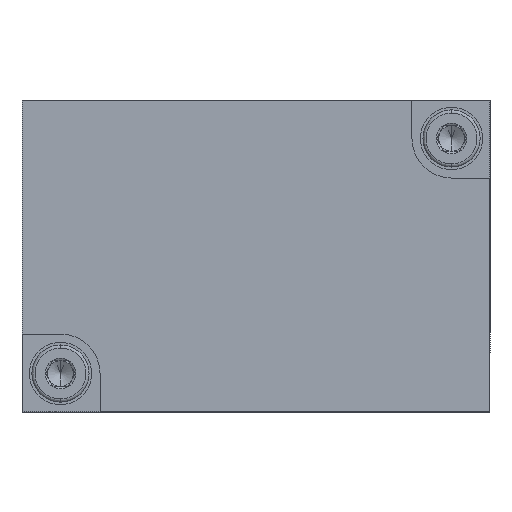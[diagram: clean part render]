
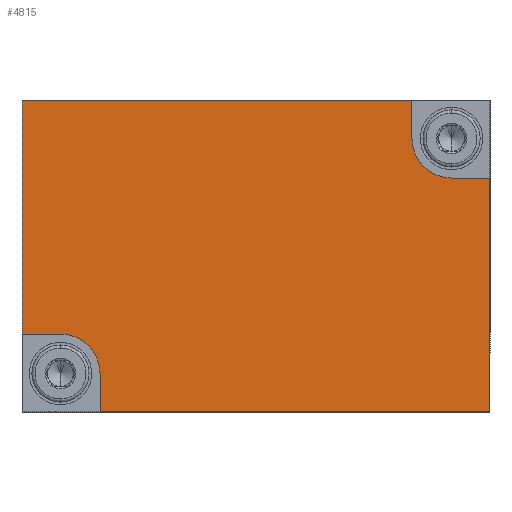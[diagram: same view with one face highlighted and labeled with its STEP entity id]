
A CAD part, front view. The second image highlights one B-rep face of the part: STEP entity #4815.
In plain terms, the highlighted planar face has unit normal (0, -1, 0).
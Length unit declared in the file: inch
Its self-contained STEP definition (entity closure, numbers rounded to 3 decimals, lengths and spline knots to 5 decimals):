
#43 = CARTESIAN_POINT ( 'NONE',  ( -0.88583, 0., 1.1811 ) ) ;
#58 = EDGE_CURVE ( 'NONE', #232, #5486, #4238, .T. ) ;
#66 = ORIENTED_EDGE ( 'NONE', *, *, #58, .T. ) ;
#232 = VERTEX_POINT ( 'NONE', #503 ) ;
#409 = ORIENTED_EDGE ( 'NONE', *, *, #7412, .F. ) ;
#415 = VECTOR ( 'NONE', #904, 39.37008 ) ;
#444 = LINE ( 'NONE', #3874, #2279 ) ;
#450 = VERTEX_POINT ( 'NONE', #6175 ) ;
#456 = CARTESIAN_POINT ( 'NONE',  ( 0.59055, 0., 1.03543 ) ) ;
#503 = CARTESIAN_POINT ( 'NONE',  ( 0.88583, 0., 0. ) ) ;
#725 = LINE ( 'NONE', #5780, #6285 ) ;
#862 = CARTESIAN_POINT ( 'NONE',  ( -0.88583, 0., 0.29528 ) ) ;
#904 = DIRECTION ( 'NONE',  ( 0., 0., 1. ) ) ;
#1001 = CARTESIAN_POINT ( 'NONE',  ( 0.88583, 0., 0.88583 ) ) ;
#1019 = VERTEX_POINT ( 'NONE', #3532 ) ;
#1082 = AXIS2_PLACEMENT_3D ( 'NONE', #1434, #4894, #5956 ) ;
#1206 = DIRECTION ( 'NONE',  ( -1., 0., 0. ) ) ;
#1218 = AXIS2_PLACEMENT_3D ( 'NONE', #5903, #2486, #4765 ) ;
#1375 = EDGE_LOOP ( 'NONE', ( #6184, #4752, #4012, #1517, #6197, #409, #4778, #6279, #66, #4635 ) ) ;
#1434 = CARTESIAN_POINT ( 'NONE',  ( 0.88583, 0., 0. ) ) ;
#1464 = CARTESIAN_POINT ( 'NONE',  ( 0.88583, 0., 0. ) ) ;
#1485 = CARTESIAN_POINT ( 'NONE',  ( 0.88583, 0., 1.1811 ) ) ;
#1517 = ORIENTED_EDGE ( 'NONE', *, *, #4439, .T. ) ;
#1599 = DIRECTION ( 'NONE',  ( 0., 0., 1. ) ) ;
#1890 = FACE_OUTER_BOUND ( 'NONE', #1375, .T. ) ;
#1931 = VECTOR ( 'NONE', #4196, 39.37008 ) ;
#1956 = LINE ( 'NONE', #1464, #6623 ) ;
#2041 = PLANE ( 'NONE',  #1082 ) ;
#2066 = VERTEX_POINT ( 'NONE', #6882 ) ;
#2134 = VERTEX_POINT ( 'NONE', #2940 ) ;
#2279 = VECTOR ( 'NONE', #6762, 39.37008 ) ;
#2470 = LINE ( 'NONE', #862, #4698 ) ;
#2486 = DIRECTION ( 'NONE',  ( 0., -1., 0. ) ) ;
#2604 = VERTEX_POINT ( 'NONE', #4677 ) ;
#2940 = CARTESIAN_POINT ( 'NONE',  ( -0.88583, 0., 1.1811 ) ) ;
#3014 = DIRECTION ( 'NONE',  ( 0., 0., -1. ) ) ;
#3189 = DIRECTION ( 'NONE',  ( -1., 0., 0. ) ) ;
#3223 = CARTESIAN_POINT ( 'NONE',  ( -0.88583, 0., 0.29528 ) ) ;
#3225 = CARTESIAN_POINT ( 'NONE',  ( -0.88583, 0., 0. ) ) ;
#3512 = EDGE_CURVE ( 'NONE', #2066, #1019, #444, .T. ) ;
#3532 = CARTESIAN_POINT ( 'NONE',  ( -0.59055, 0., 0.14567 ) ) ;
#3663 = DIRECTION ( 'NONE',  ( 1., 0., 0. ) ) ;
#3874 = CARTESIAN_POINT ( 'NONE',  ( -0.59055, 0., 0. ) ) ;
#4012 = ORIENTED_EDGE ( 'NONE', *, *, #6892, .T. ) ;
#4196 = DIRECTION ( 'NONE',  ( 0., 0., -1. ) ) ;
#4238 = LINE ( 'NONE', #1485, #415 ) ;
#4275 = EDGE_CURVE ( 'NONE', #2066, #232, #1956, .T. ) ;
#4293 = CARTESIAN_POINT ( 'NONE',  ( -0.74016, 0., 0.14567 ) ) ;
#4439 = EDGE_CURVE ( 'NONE', #2134, #6801, #7476, .T. ) ;
#4533 = CARTESIAN_POINT ( 'NONE',  ( -0.74016, 0., 0.29528 ) ) ;
#4572 = DIRECTION ( 'NONE',  ( 0., -1., 0. ) ) ;
#4635 = ORIENTED_EDGE ( 'NONE', *, *, #7458, .F. ) ;
#4677 = CARTESIAN_POINT ( 'NONE',  ( 0.59055, 0., 1.1811 ) ) ;
#4698 = VECTOR ( 'NONE', #3189, 39.37008 ) ;
#4709 = CIRCLE ( 'NONE', #1218, 0.14961 ) ;
#4752 = ORIENTED_EDGE ( 'NONE', *, *, #6205, .F. ) ;
#4765 = DIRECTION ( 'NONE',  ( 0., 0., 1. ) ) ;
#4778 = ORIENTED_EDGE ( 'NONE', *, *, #3512, .F. ) ;
#4815 = ADVANCED_FACE ( 'NONE', ( #1890 ), #2041, .F. ) ;
#4834 = EDGE_CURVE ( 'NONE', #6459, #6801, #2470, .T. ) ;
#4894 = DIRECTION ( 'NONE',  ( 0., 1., 0. ) ) ;
#5231 = LINE ( 'NONE', #43, #6896 ) ;
#5335 = CIRCLE ( 'NONE', #6181, 0.14961 ) ;
#5433 = VERTEX_POINT ( 'NONE', #456 ) ;
#5486 = VERTEX_POINT ( 'NONE', #1001 ) ;
#5653 = EDGE_CURVE ( 'NONE', #5433, #450, #4709, .T. ) ;
#5780 = CARTESIAN_POINT ( 'NONE',  ( 0.59055, 0., 0. ) ) ;
#5903 = CARTESIAN_POINT ( 'NONE',  ( 0.74016, 0., 1.03543 ) ) ;
#5956 = DIRECTION ( 'NONE',  ( 0., 0., -1. ) ) ;
#6175 = CARTESIAN_POINT ( 'NONE',  ( 0.74016, 0., 0.88583 ) ) ;
#6181 = AXIS2_PLACEMENT_3D ( 'NONE', #4293, #4572, #1599 ) ;
#6184 = ORIENTED_EDGE ( 'NONE', *, *, #5653, .F. ) ;
#6196 = DIRECTION ( 'NONE',  ( 1., 0., 0. ) ) ;
#6197 = ORIENTED_EDGE ( 'NONE', *, *, #4834, .F. ) ;
#6205 = EDGE_CURVE ( 'NONE', #2604, #5433, #725, .T. ) ;
#6279 = ORIENTED_EDGE ( 'NONE', *, *, #4275, .T. ) ;
#6285 = VECTOR ( 'NONE', #3014, 39.37008 ) ;
#6459 = VERTEX_POINT ( 'NONE', #4533 ) ;
#6623 = VECTOR ( 'NONE', #3663, 39.37008 ) ;
#6762 = DIRECTION ( 'NONE',  ( 0., 0., 1. ) ) ;
#6764 = LINE ( 'NONE', #7292, #7154 ) ;
#6801 = VERTEX_POINT ( 'NONE', #3223 ) ;
#6882 = CARTESIAN_POINT ( 'NONE',  ( -0.59055, 0., 0. ) ) ;
#6892 = EDGE_CURVE ( 'NONE', #2604, #2134, #5231, .T. ) ;
#6896 = VECTOR ( 'NONE', #1206, 39.37008 ) ;
#7154 = VECTOR ( 'NONE', #6196, 39.37008 ) ;
#7292 = CARTESIAN_POINT ( 'NONE',  ( 0.88583, 0., 0.88583 ) ) ;
#7412 = EDGE_CURVE ( 'NONE', #1019, #6459, #5335, .T. ) ;
#7458 = EDGE_CURVE ( 'NONE', #450, #5486, #6764, .T. ) ;
#7476 = LINE ( 'NONE', #3225, #1931 ) ;
